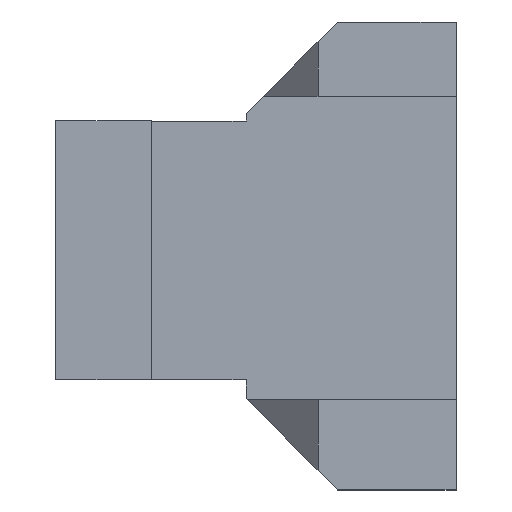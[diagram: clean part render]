
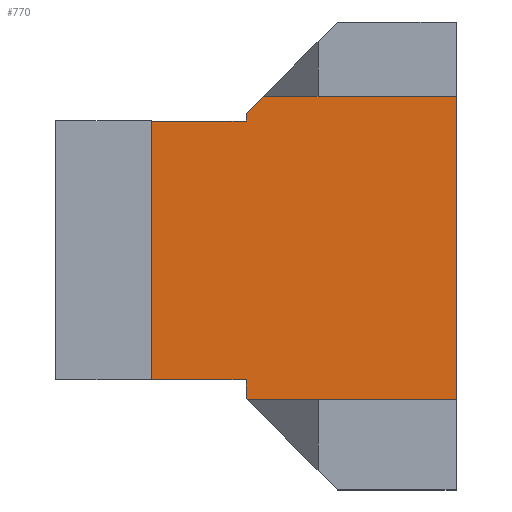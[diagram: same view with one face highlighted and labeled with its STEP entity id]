
A CAD part, top view. The second image highlights one B-rep face of the part: STEP entity #770.
In plain terms, the highlighted planar face has unit normal (0, 0, 1).
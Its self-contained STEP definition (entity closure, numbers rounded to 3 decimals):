
#46=FACE_OUTER_BOUND('',#86,.T.);
#86=EDGE_LOOP('',(#642,#643,#644,#645,#646,#647,#648,#649,#650,#651,#652));
#143=LINE('',#1122,#250);
#171=LINE('',#1176,#278);
#178=LINE('',#1190,#285);
#181=LINE('',#1195,#288);
#184=LINE('',#1201,#291);
#185=LINE('',#1204,#292);
#188=LINE('',#1209,#295);
#189=LINE('',#1211,#296);
#190=LINE('',#1212,#297);
#191=LINE('',#1214,#298);
#192=LINE('',#1215,#299);
#250=VECTOR('',#918,10.);
#278=VECTOR('',#956,10.);
#285=VECTOR('',#969,10.);
#288=VECTOR('',#974,10.);
#291=VECTOR('',#981,10.);
#292=VECTOR('',#984,10.);
#295=VECTOR('',#989,10.);
#296=VECTOR('',#990,10.);
#297=VECTOR('',#991,10.);
#298=VECTOR('',#992,10.);
#299=VECTOR('',#993,10.);
#343=VERTEX_POINT('',#1119);
#344=VERTEX_POINT('',#1121);
#364=VERTEX_POINT('',#1173);
#365=VERTEX_POINT('',#1175);
#369=VERTEX_POINT('',#1189);
#370=VERTEX_POINT('',#1193);
#371=VERTEX_POINT('',#1199);
#372=VERTEX_POINT('',#1203);
#373=VERTEX_POINT('',#1208);
#374=VERTEX_POINT('',#1210);
#375=VERTEX_POINT('',#1213);
#428=EDGE_CURVE('',#343,#344,#143,.T.);
#456=EDGE_CURVE('',#364,#365,#171,.T.);
#463=EDGE_CURVE('',#369,#365,#178,.T.);
#466=EDGE_CURVE('',#343,#370,#181,.T.);
#469=EDGE_CURVE('',#364,#371,#184,.T.);
#470=EDGE_CURVE('',#371,#372,#185,.T.);
#473=EDGE_CURVE('',#370,#373,#188,.T.);
#474=EDGE_CURVE('',#373,#374,#189,.T.);
#475=EDGE_CURVE('',#374,#369,#190,.T.);
#476=EDGE_CURVE('',#372,#375,#191,.T.);
#477=EDGE_CURVE('',#375,#344,#192,.T.);
#642=ORIENTED_EDGE('',*,*,#428,.F.);
#643=ORIENTED_EDGE('',*,*,#466,.T.);
#644=ORIENTED_EDGE('',*,*,#473,.T.);
#645=ORIENTED_EDGE('',*,*,#474,.T.);
#646=ORIENTED_EDGE('',*,*,#475,.T.);
#647=ORIENTED_EDGE('',*,*,#463,.T.);
#648=ORIENTED_EDGE('',*,*,#456,.F.);
#649=ORIENTED_EDGE('',*,*,#469,.T.);
#650=ORIENTED_EDGE('',*,*,#470,.T.);
#651=ORIENTED_EDGE('',*,*,#476,.T.);
#652=ORIENTED_EDGE('',*,*,#477,.T.);
#731=PLANE('',#823);
#770=ADVANCED_FACE('',(#46),#731,.F.);
#823=AXIS2_PLACEMENT_3D('',#1207,#987,#988);
#918=DIRECTION('',(0.707,0.707,0.));
#956=DIRECTION('',(-0.707,0.707,0.));
#969=DIRECTION('',(0.,-1.,0.));
#974=DIRECTION('',(0.,-1.,0.));
#981=DIRECTION('',(1.,0.,0.));
#984=DIRECTION('',(1.,0.,0.));
#987=DIRECTION('center_axis',(0.,0.,-1.));
#988=DIRECTION('ref_axis',(-1.,0.,0.));
#989=DIRECTION('',(-1.,0.,0.));
#990=DIRECTION('',(0.,-1.,0.));
#991=DIRECTION('',(1.,0.,0.));
#992=DIRECTION('',(0.,1.,0.));
#993=DIRECTION('',(-1.,0.,0.));
#1119=CARTESIAN_POINT('',(3.662,-11.1,10.));
#1121=CARTESIAN_POINT('',(4.968,-9.794,10.));
#1122=CARTESIAN_POINT('',(2.876,-11.886,10.));
#1173=CARTESIAN_POINT('',(3.756,-32.994,10.));
#1175=CARTESIAN_POINT('',(3.662,-32.9,10.));
#1176=CARTESIAN_POINT('',(2.876,-32.114,10.));
#1189=CARTESIAN_POINT('',(3.662,-31.465,10.));
#1190=CARTESIAN_POINT('',(3.662,-30.95,10.));
#1193=CARTESIAN_POINT('',(3.662,-11.665,10.));
#1195=CARTESIAN_POINT('',(3.662,-16.833,10.));
#1199=CARTESIAN_POINT('',(19.725,-32.994,10.));
#1201=CARTESIAN_POINT('',(3.662,-32.994,10.));
#1203=CARTESIAN_POINT('',(19.735,-32.994,10.));
#1204=CARTESIAN_POINT('',(12.076,-32.994,10.));
#1207=CARTESIAN_POINT('Origin',(4.417,-22.,10.));
#1208=CARTESIAN_POINT('',(-3.6,-11.665,10.));
#1209=CARTESIAN_POINT('',(-3.241,-11.665,10.));
#1210=CARTESIAN_POINT('',(-3.6,-31.465,10.));
#1211=CARTESIAN_POINT('',(-3.6,-31.465,10.));
#1212=CARTESIAN_POINT('',(4.04,-31.465,10.));
#1213=CARTESIAN_POINT('',(19.735,-9.794,10.));
#1214=CARTESIAN_POINT('',(19.735,-13.05,10.));
#1215=CARTESIAN_POINT('',(19.735,-9.794,10.));
